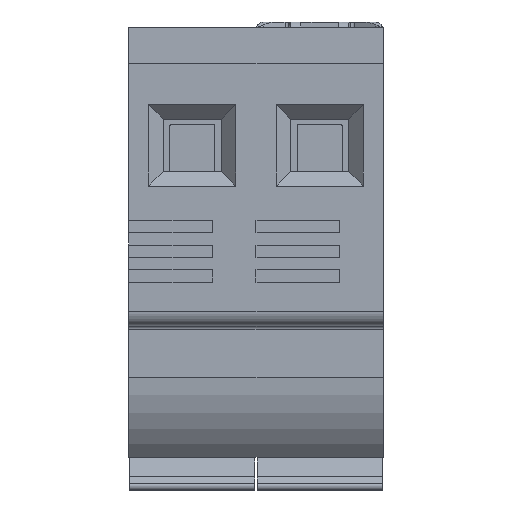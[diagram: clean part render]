
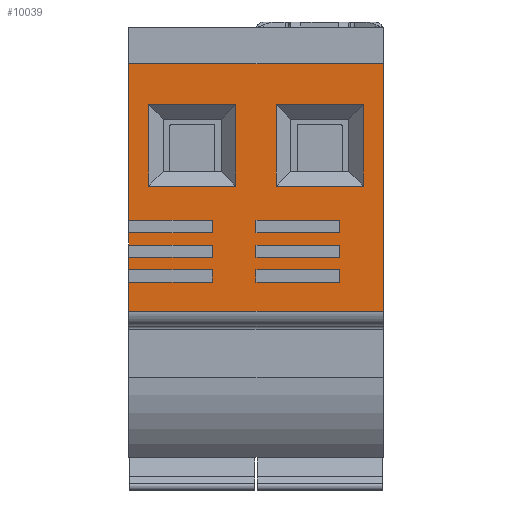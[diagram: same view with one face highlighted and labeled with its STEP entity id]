
A CAD part, top view. The second image highlights one B-rep face of the part: STEP entity #10039.
In plain terms, the highlighted planar face has unit normal (0, 0, 1).
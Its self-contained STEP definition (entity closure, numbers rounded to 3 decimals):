
#113=DIRECTION('',(0.,-1.,0.));
#114=VECTOR('',#113,21.5);
#115=CARTESIAN_POINT('',(-35.,-1.,22.8));
#116=LINE('',#115,#114);
#129=DIRECTION('',(0.,-1.,0.));
#130=VECTOR('',#129,1.7);
#131=CARTESIAN_POINT('',(-35.,-24.2,22.8));
#132=LINE('',#131,#130);
#145=DIRECTION('',(0.,-1.,0.));
#146=VECTOR('',#145,1.7);
#147=CARTESIAN_POINT('',(-35.,-27.6,22.8));
#148=LINE('',#147,#146);
#161=DIRECTION('',(0.,-1.,0.));
#162=VECTOR('',#161,4.);
#163=CARTESIAN_POINT('',(-35.,-31.,22.8));
#164=LINE('',#163,#162);
#400=DIRECTION('',(1.,0.,0.));
#401=VECTOR('',#400,35.);
#402=CARTESIAN_POINT('',(-35.,-35.,22.8));
#403=LINE('',#402,#401);
#418=DIRECTION('',(1.,0.,0.));
#419=VECTOR('',#418,35.);
#420=CARTESIAN_POINT('',(-35.,-1.,22.8));
#421=LINE('',#420,#419);
#422=DIRECTION('',(1.,0.,0.));
#423=VECTOR('',#422,11.5);
#424=CARTESIAN_POINT('',(-35.,-31.,22.8));
#425=LINE('',#424,#423);
#426=DIRECTION('',(0.,1.,0.));
#427=VECTOR('',#426,1.7);
#428=CARTESIAN_POINT('',(-23.5,-31.,22.8));
#429=LINE('',#428,#427);
#430=DIRECTION('',(1.,0.,0.));
#431=VECTOR('',#430,11.5);
#432=CARTESIAN_POINT('',(-35.,-29.3,22.8));
#433=LINE('',#432,#431);
#434=DIRECTION('',(1.,0.,0.));
#435=VECTOR('',#434,11.5);
#436=CARTESIAN_POINT('',(-35.,-27.6,22.8));
#437=LINE('',#436,#435);
#438=DIRECTION('',(0.,1.,0.));
#439=VECTOR('',#438,1.7);
#440=CARTESIAN_POINT('',(-23.5,-27.6,22.8));
#441=LINE('',#440,#439);
#442=DIRECTION('',(1.,0.,0.));
#443=VECTOR('',#442,11.5);
#444=CARTESIAN_POINT('',(-35.,-25.9,22.8));
#445=LINE('',#444,#443);
#446=DIRECTION('',(1.,0.,0.));
#447=VECTOR('',#446,11.5);
#448=CARTESIAN_POINT('',(-35.,-24.2,22.8));
#449=LINE('',#448,#447);
#450=DIRECTION('',(0.,1.,0.));
#451=VECTOR('',#450,1.7);
#452=CARTESIAN_POINT('',(-23.5,-24.2,22.8));
#453=LINE('',#452,#451);
#454=DIRECTION('',(1.,0.,0.));
#455=VECTOR('',#454,11.5);
#456=CARTESIAN_POINT('',(-35.,-22.5,22.8));
#457=LINE('',#456,#455);
#458=DIRECTION('',(1.,0.,0.));
#459=VECTOR('',#458,11.5);
#460=CARTESIAN_POINT('',(-17.5,-24.2,22.8));
#461=LINE('',#460,#459);
#462=DIRECTION('',(0.,1.,0.));
#463=VECTOR('',#462,1.7);
#464=CARTESIAN_POINT('',(-6.,-24.2,22.8));
#465=LINE('',#464,#463);
#466=DIRECTION('',(1.,0.,0.));
#467=VECTOR('',#466,11.5);
#468=CARTESIAN_POINT('',(-17.5,-22.5,22.8));
#469=LINE('',#468,#467);
#470=DIRECTION('',(1.,0.,0.));
#471=VECTOR('',#470,11.5);
#472=CARTESIAN_POINT('',(-17.5,-27.6,22.8));
#473=LINE('',#472,#471);
#474=DIRECTION('',(0.,1.,0.));
#475=VECTOR('',#474,1.7);
#476=CARTESIAN_POINT('',(-6.,-27.6,22.8));
#477=LINE('',#476,#475);
#478=DIRECTION('',(1.,0.,0.));
#479=VECTOR('',#478,11.5);
#480=CARTESIAN_POINT('',(-17.5,-25.9,22.8));
#481=LINE('',#480,#479);
#482=DIRECTION('',(0.,-1.,0.));
#483=VECTOR('',#482,11.2);
#484=CARTESIAN_POINT('',(-2.75,-6.6,22.8));
#485=LINE('',#484,#483);
#486=DIRECTION('',(0.,1.,0.));
#487=VECTOR('',#486,11.2);
#488=CARTESIAN_POINT('',(-14.75,-17.8,22.8));
#489=LINE('',#488,#487);
#490=DIRECTION('',(0.,-1.,0.));
#491=VECTOR('',#490,11.2);
#492=CARTESIAN_POINT('',(-20.25,-6.6,22.8));
#493=LINE('',#492,#491);
#494=DIRECTION('',(0.,1.,0.));
#495=VECTOR('',#494,11.2);
#496=CARTESIAN_POINT('',(-32.25,-17.8,22.8));
#497=LINE('',#496,#495);
#498=DIRECTION('',(1.,0.,0.));
#499=VECTOR('',#498,11.5);
#500=CARTESIAN_POINT('',(-17.5,-31.,22.8));
#501=LINE('',#500,#499);
#502=DIRECTION('',(0.,1.,0.));
#503=VECTOR('',#502,1.7);
#504=CARTESIAN_POINT('',(-6.,-31.,22.8));
#505=LINE('',#504,#503);
#506=DIRECTION('',(1.,0.,0.));
#507=VECTOR('',#506,11.5);
#508=CARTESIAN_POINT('',(-17.5,-29.3,22.8));
#509=LINE('',#508,#507);
#1254=DIRECTION('',(0.,-1.,0.));
#1255=VECTOR('',#1254,34.);
#1256=CARTESIAN_POINT('',(0.,-1.,22.8));
#1257=LINE('',#1256,#1255);
#5716=DIRECTION('',(0.,-1.,0.));
#5717=VECTOR('',#5716,1.7);
#5718=CARTESIAN_POINT('',(-17.5,-22.5,22.8));
#5719=LINE('',#5718,#5717);
#5752=DIRECTION('',(0.,-1.,0.));
#5753=VECTOR('',#5752,1.7);
#5754=CARTESIAN_POINT('',(-17.5,-25.9,22.8));
#5755=LINE('',#5754,#5753);
#5870=DIRECTION('',(-1.,0.,0.));
#5871=VECTOR('',#5870,12.);
#5872=CARTESIAN_POINT('',(-2.75,-17.8,22.8));
#5873=LINE('',#5872,#5871);
#5906=DIRECTION('',(1.,0.,0.));
#5907=VECTOR('',#5906,12.);
#5908=CARTESIAN_POINT('',(-14.75,-6.6,22.8));
#5909=LINE('',#5908,#5907);
#6042=DIRECTION('',(-1.,0.,0.));
#6043=VECTOR('',#6042,12.);
#6044=CARTESIAN_POINT('',(-20.25,-17.8,22.8));
#6045=LINE('',#6044,#6043);
#6078=DIRECTION('',(1.,0.,0.));
#6079=VECTOR('',#6078,12.);
#6080=CARTESIAN_POINT('',(-32.25,-6.6,22.8));
#6081=LINE('',#6080,#6079);
#6132=DIRECTION('',(0.,-1.,0.));
#6133=VECTOR('',#6132,1.7);
#6134=CARTESIAN_POINT('',(-17.5,-29.3,22.8));
#6135=LINE('',#6134,#6133);
#8022=CARTESIAN_POINT('',(-35.,-1.,22.8));
#8023=VERTEX_POINT('',#8022);
#8025=CARTESIAN_POINT('',(-35.,-35.,22.8));
#8027=VERTEX_POINT('',#8025);
#8064=CARTESIAN_POINT('',(-35.,-29.3,22.8));
#8066=VERTEX_POINT('',#8064);
#8070=CARTESIAN_POINT('',(-35.,-31.,22.8));
#8071=VERTEX_POINT('',#8070);
#8072=CARTESIAN_POINT('',(-35.,-25.9,22.8));
#8074=VERTEX_POINT('',#8072);
#8078=CARTESIAN_POINT('',(-35.,-27.6,22.8));
#8079=VERTEX_POINT('',#8078);
#8080=CARTESIAN_POINT('',(-35.,-22.5,22.8));
#8082=VERTEX_POINT('',#8080);
#8086=CARTESIAN_POINT('',(-35.,-24.2,22.8));
#8087=VERTEX_POINT('',#8086);
#8112=CARTESIAN_POINT('',(-23.5,-24.2,22.8));
#8113=CARTESIAN_POINT('',(-23.5,-22.5,22.8));
#8114=VERTEX_POINT('',#8112);
#8115=VERTEX_POINT('',#8113);
#8116=CARTESIAN_POINT('',(-23.5,-27.6,22.8));
#8117=CARTESIAN_POINT('',(-23.5,-25.9,22.8));
#8118=VERTEX_POINT('',#8116);
#8119=VERTEX_POINT('',#8117);
#8120=CARTESIAN_POINT('',(-23.5,-31.,22.8));
#8121=CARTESIAN_POINT('',(-23.5,-29.3,22.8));
#8122=VERTEX_POINT('',#8120);
#8123=VERTEX_POINT('',#8121);
#8156=CARTESIAN_POINT('',(-20.25,-6.6,22.8));
#8157=CARTESIAN_POINT('',(-20.25,-17.8,22.8));
#8158=VERTEX_POINT('',#8156);
#8159=VERTEX_POINT('',#8157);
#8164=CARTESIAN_POINT('',(-32.25,-17.8,22.8));
#8165=CARTESIAN_POINT('',(-32.25,-6.6,22.8));
#8166=VERTEX_POINT('',#8164);
#8167=VERTEX_POINT('',#8165);
#8707=CARTESIAN_POINT('',(0.,-1.,22.8));
#8708=VERTEX_POINT('',#8707);
#8709=CARTESIAN_POINT('',(0.,-35.,22.8));
#8711=VERTEX_POINT('',#8709);
#8749=CARTESIAN_POINT('',(-6.,-24.2,22.8));
#8750=CARTESIAN_POINT('',(-6.,-22.5,22.8));
#8751=VERTEX_POINT('',#8749);
#8752=VERTEX_POINT('',#8750);
#8753=CARTESIAN_POINT('',(-6.,-27.6,22.8));
#8754=CARTESIAN_POINT('',(-6.,-25.9,22.8));
#8755=VERTEX_POINT('',#8753);
#8756=VERTEX_POINT('',#8754);
#8757=CARTESIAN_POINT('',(-6.,-31.,22.8));
#8758=CARTESIAN_POINT('',(-6.,-29.3,22.8));
#8759=VERTEX_POINT('',#8757);
#8760=VERTEX_POINT('',#8758);
#8793=CARTESIAN_POINT('',(-2.75,-6.6,22.8));
#8794=CARTESIAN_POINT('',(-2.75,-17.8,22.8));
#8795=VERTEX_POINT('',#8793);
#8796=VERTEX_POINT('',#8794);
#8801=CARTESIAN_POINT('',(-14.75,-17.8,22.8));
#8802=CARTESIAN_POINT('',(-14.75,-6.6,22.8));
#8803=VERTEX_POINT('',#8801);
#8804=VERTEX_POINT('',#8802);
#9658=CARTESIAN_POINT('',(-17.5,-29.3,22.8));
#9660=VERTEX_POINT('',#9658);
#9664=CARTESIAN_POINT('',(-17.5,-31.,22.8));
#9665=VERTEX_POINT('',#9664);
#9666=CARTESIAN_POINT('',(-17.5,-25.9,22.8));
#9668=VERTEX_POINT('',#9666);
#9672=CARTESIAN_POINT('',(-17.5,-27.6,22.8));
#9673=VERTEX_POINT('',#9672);
#9674=CARTESIAN_POINT('',(-17.5,-22.5,22.8));
#9676=VERTEX_POINT('',#9674);
#9680=CARTESIAN_POINT('',(-17.5,-24.2,22.8));
#9681=VERTEX_POINT('',#9680);
#9955=CARTESIAN_POINT('',(-35.,-1.,22.8));
#9956=DIRECTION('',(0.,0.,1.));
#9957=DIRECTION('',(0.,-1.,0.));
#9958=AXIS2_PLACEMENT_3D('',#9955,#9956,#9957);
#9959=PLANE('',#9958);
#9961=ORIENTED_EDGE('',*,*,#9960,.T.);
#9963=ORIENTED_EDGE('',*,*,#9962,.T.);
#9964=ORIENTED_EDGE('',*,*,#9946,.F.);
#9965=ORIENTED_EDGE('',*,*,#9795,.F.);
#9967=ORIENTED_EDGE('',*,*,#9966,.T.);
#9969=ORIENTED_EDGE('',*,*,#9968,.T.);
#9971=ORIENTED_EDGE('',*,*,#9970,.F.);
#9972=ORIENTED_EDGE('',*,*,#9787,.F.);
#9974=ORIENTED_EDGE('',*,*,#9973,.T.);
#9976=ORIENTED_EDGE('',*,*,#9975,.T.);
#9978=ORIENTED_EDGE('',*,*,#9977,.F.);
#9979=ORIENTED_EDGE('',*,*,#9779,.F.);
#9981=ORIENTED_EDGE('',*,*,#9980,.T.);
#9983=ORIENTED_EDGE('',*,*,#9982,.T.);
#9985=ORIENTED_EDGE('',*,*,#9984,.F.);
#9986=ORIENTED_EDGE('',*,*,#9771,.F.);
#9987=EDGE_LOOP('',(#9961,#9963,#9964,#9965,#9967,#9969,#9971,#9972,#9974,#9976,
#9978,#9979,#9981,#9983,#9985,#9986));
#9988=FACE_OUTER_BOUND('',#9987,.F.);
#9990=ORIENTED_EDGE('',*,*,#9989,.T.);
#9992=ORIENTED_EDGE('',*,*,#9991,.T.);
#9994=ORIENTED_EDGE('',*,*,#9993,.T.);
#9996=ORIENTED_EDGE('',*,*,#9995,.F.);
#9997=EDGE_LOOP('',(#9990,#9992,#9994,#9996));
#9998=FACE_BOUND('',#9997,.F.);
#10000=ORIENTED_EDGE('',*,*,#9999,.T.);
#10002=ORIENTED_EDGE('',*,*,#10001,.T.);
#10004=ORIENTED_EDGE('',*,*,#10003,.T.);
#10006=ORIENTED_EDGE('',*,*,#10005,.F.);
#10007=EDGE_LOOP('',(#10000,#10002,#10004,#10006));
#10008=FACE_BOUND('',#10007,.F.);
#10010=ORIENTED_EDGE('',*,*,#10009,.F.);
#10012=ORIENTED_EDGE('',*,*,#10011,.F.);
#10014=ORIENTED_EDGE('',*,*,#10013,.F.);
#10016=ORIENTED_EDGE('',*,*,#10015,.F.);
#10017=EDGE_LOOP('',(#10010,#10012,#10014,#10016));
#10018=FACE_BOUND('',#10017,.F.);
#10020=ORIENTED_EDGE('',*,*,#10019,.F.);
#10022=ORIENTED_EDGE('',*,*,#10021,.F.);
#10024=ORIENTED_EDGE('',*,*,#10023,.F.);
#10026=ORIENTED_EDGE('',*,*,#10025,.F.);
#10027=EDGE_LOOP('',(#10020,#10022,#10024,#10026));
#10028=FACE_BOUND('',#10027,.F.);
#10030=ORIENTED_EDGE('',*,*,#10029,.T.);
#10032=ORIENTED_EDGE('',*,*,#10031,.T.);
#10034=ORIENTED_EDGE('',*,*,#10033,.T.);
#10036=ORIENTED_EDGE('',*,*,#10035,.F.);
#10037=EDGE_LOOP('',(#10030,#10032,#10034,#10036));
#10038=FACE_BOUND('',#10037,.F.);
#10039=ADVANCED_FACE('',(#9988,#9998,#10008,#10018,#10028,#10038),#9959,.T.);
#9771=EDGE_CURVE('',#8023,#8082,#116,.T.);
#9779=EDGE_CURVE('',#8087,#8074,#132,.T.);
#9787=EDGE_CURVE('',#8079,#8066,#148,.T.);
#9795=EDGE_CURVE('',#8071,#8027,#164,.T.);
#9946=EDGE_CURVE('',#8027,#8711,#403,.T.);
#9960=EDGE_CURVE('',#8023,#8708,#421,.T.);
#9962=EDGE_CURVE('',#8708,#8711,#1257,.T.);
#9966=EDGE_CURVE('',#8071,#8122,#425,.T.);
#9968=EDGE_CURVE('',#8122,#8123,#429,.T.);
#9970=EDGE_CURVE('',#8066,#8123,#433,.T.);
#9973=EDGE_CURVE('',#8079,#8118,#437,.T.);
#9975=EDGE_CURVE('',#8118,#8119,#441,.T.);
#9977=EDGE_CURVE('',#8074,#8119,#445,.T.);
#9980=EDGE_CURVE('',#8087,#8114,#449,.T.);
#9982=EDGE_CURVE('',#8114,#8115,#453,.T.);
#9984=EDGE_CURVE('',#8082,#8115,#457,.T.);
#9989=EDGE_CURVE('',#9676,#9681,#5719,.T.);
#9991=EDGE_CURVE('',#9681,#8751,#461,.T.);
#9993=EDGE_CURVE('',#8751,#8752,#465,.T.);
#9995=EDGE_CURVE('',#9676,#8752,#469,.T.);
#9999=EDGE_CURVE('',#9668,#9673,#5755,.T.);
#10001=EDGE_CURVE('',#9673,#8755,#473,.T.);
#10003=EDGE_CURVE('',#8755,#8756,#477,.T.);
#10005=EDGE_CURVE('',#9668,#8756,#481,.T.);
#10009=EDGE_CURVE('',#8795,#8796,#485,.T.);
#10011=EDGE_CURVE('',#8804,#8795,#5909,.T.);
#10013=EDGE_CURVE('',#8803,#8804,#489,.T.);
#10015=EDGE_CURVE('',#8796,#8803,#5873,.T.);
#10019=EDGE_CURVE('',#8158,#8159,#493,.T.);
#10021=EDGE_CURVE('',#8167,#8158,#6081,.T.);
#10023=EDGE_CURVE('',#8166,#8167,#497,.T.);
#10025=EDGE_CURVE('',#8159,#8166,#6045,.T.);
#10029=EDGE_CURVE('',#9660,#9665,#6135,.T.);
#10031=EDGE_CURVE('',#9665,#8759,#501,.T.);
#10033=EDGE_CURVE('',#8759,#8760,#505,.T.);
#10035=EDGE_CURVE('',#9660,#8760,#509,.T.);
